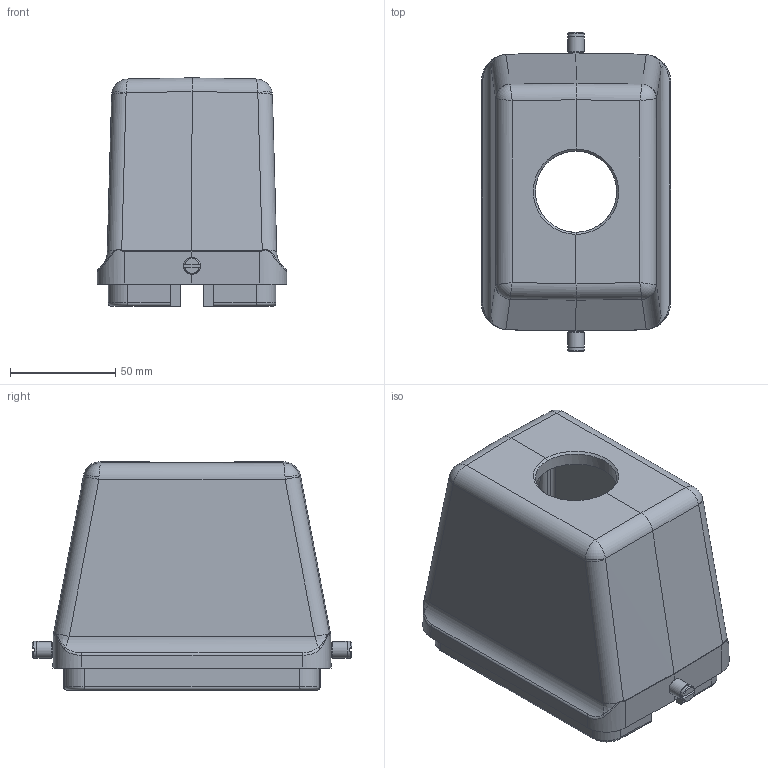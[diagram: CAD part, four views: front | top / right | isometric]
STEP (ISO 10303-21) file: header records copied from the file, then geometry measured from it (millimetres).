
FILE_DESCRIPTION(/* description */ (''),/* implementation_level */ '2;1');
FILE_NAME(/* name */ 'H48B-TE-2B-XXX.stp',/* time_stamp */ '2022-09-04T10:07:23+08:00',/* author */ (''),/* organization */ (''),/* preprocessor_version */ 'ST-DEVELOPER v16',/* originating_system */ 'SIEMENS PLM Software NX 10.0',/* authorisation */ '');
FILE_SCHEMA (('AUTOMOTIVE_DESIGN { 1 0 10303 214 3 1 1 1 }'));
Length unit declared in the file: millimetre
Products named in the file (1): Admi14A87516cplf
Bounding box: 89.85 x 151.78 x 108.3 mm (x, y, z)
Volume: 257506 mm3; surface area: 96034.5 mm2
Topology: 1 solids, 1 shells, 340 faces, 849 edges, 513 vertices
Faces by surface type: cylinder 141, plane 109, bspline 69, cone 14, sphere 5, torus 2
Full cylindrical faces by diameter (mm): 3.398 x4, 5 x2, 6.1 x2, 6.2 x2, 8 x4, 38.5 x1
Entity records: 14651 total; most frequent: CARTESIAN_POINT 7335, ORIENTED_EDGE 1636, DIRECTION 1285, EDGE_CURVE 818, VERTEX_POINT 515, AXIS2_PLACEMENT_3D 467, EDGE_LOOP 377, LINE 351
